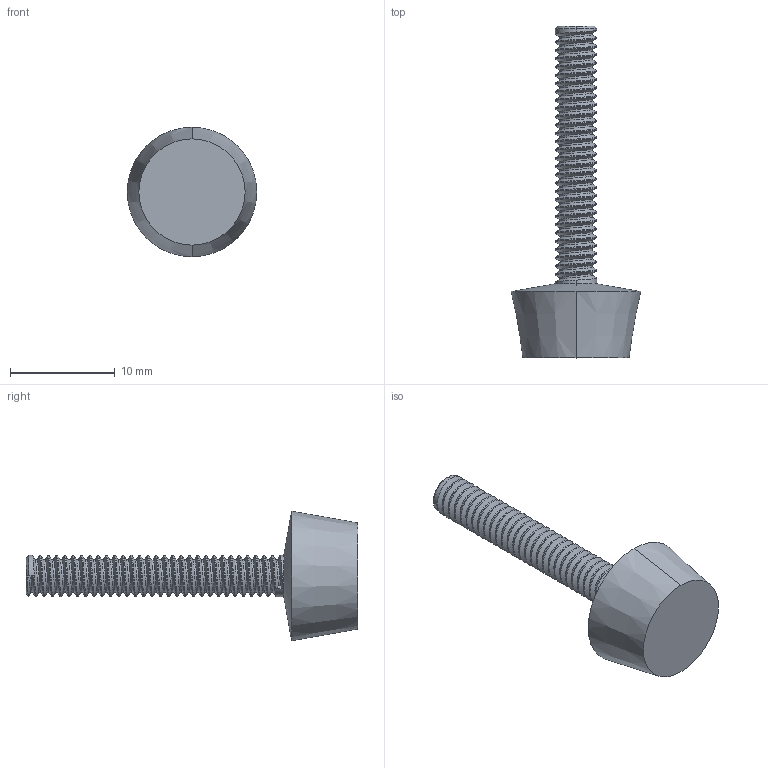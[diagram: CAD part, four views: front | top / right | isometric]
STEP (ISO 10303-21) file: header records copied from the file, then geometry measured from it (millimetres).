
FILE_DESCRIPTION (( 'STEP AP203' ), '1' );
FILE_NAME ('Screw_Default_sldprt.STEP', '2022-02-14T03:43:25', ( '' ), ( '' ), 'SwSTEP 2.0', 'SolidWorks 2021', '' );
FILE_SCHEMA (( 'CONFIG_CONTROL_DESIGN' ));
Length unit declared in the file: inch
Products named in the file (1): Screw_Default_sldprt
Bounding box: 12.4 x 31.75 x 12.4 mm (x, y, z)
Volume: 917.8 mm3; surface area: 867.9 mm2
Topology: 1 solids, 1 shells, 74 faces, 211 edges, 139 vertices
Faces by surface type: cylinder 61, cone 6, plane 4, bspline 3
Entity records: 6891 total; most frequent: CARTESIAN_POINT 5276, ORIENTED_EDGE 422, DIRECTION 232, EDGE_CURVE 211, VERTEX_POINT 139, AXIS2_PLACEMENT_3D 82, EDGE_LOOP 74, ADVANCED_FACE 74
